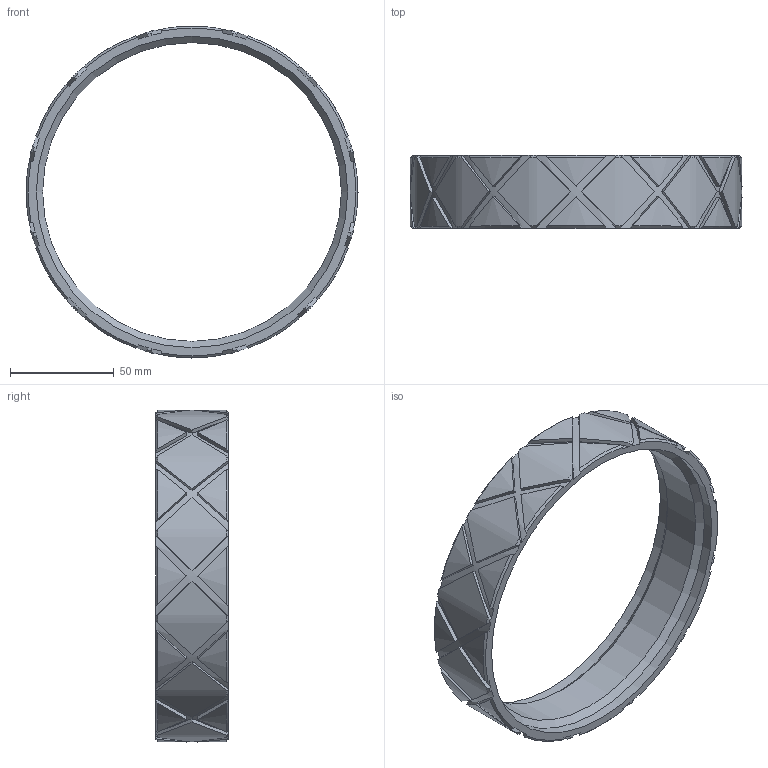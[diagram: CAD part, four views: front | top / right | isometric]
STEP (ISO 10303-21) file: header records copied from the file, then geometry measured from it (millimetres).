
FILE_DESCRIPTION(/* description */ ('STEP AP242','CAx-IF Rec.Pracs.---Representation and Presentation of Product Manufacturing Information (PMI)---4.0---2014-10-13','CAx-IF Rec.Pracs.---3D Tessellated Geometry---0.4---2014-09-14','2;1'),/* implementation_level */ '2;1');
FILE_NAME(/* name */ '67d708def946111cc3147556',/* time_stamp */ '2025-03-16T17:22:39Z',/* author */ (''),/* organization */ (''),/* preprocessor_version */ 'ST-DEVELOPER v20',/* originating_system */ 'ONSHAPE BY PTC INC, 1.195',/* authorisation */ ' ');
FILE_SCHEMA (('AP242_MANAGED_MODEL_BASED_3D_ENGINEERING_MIM_LF { 1 0 10303 442 1 1 4 }'));
Length unit declared in the file: metre
Products named in the file (1): Tire
Bounding box: 160 x 35 x 160 mm (x, y, z)
Volume: 107343.7 mm3; surface area: 42980.4 mm2
Topology: 1 solids, 1 shells, 199 faces, 587 edges, 390 vertices
Faces by surface type: bspline 96, cylinder 51, cone 50, plane 2
Full cylindrical faces by diameter (mm): 144 x1, 150 x2
Entity records: 7456 total; most frequent: CARTESIAN_POINT 3140, ORIENTED_EDGE 1164, EDGE_CURVE 582, DIRECTION 508, B_SPLINE_CURVE_WITH_KNOTS 432, VERTEX_POINT 390, AXIS2_PLACEMENT_3D 254, EDGE_LOOP 206
